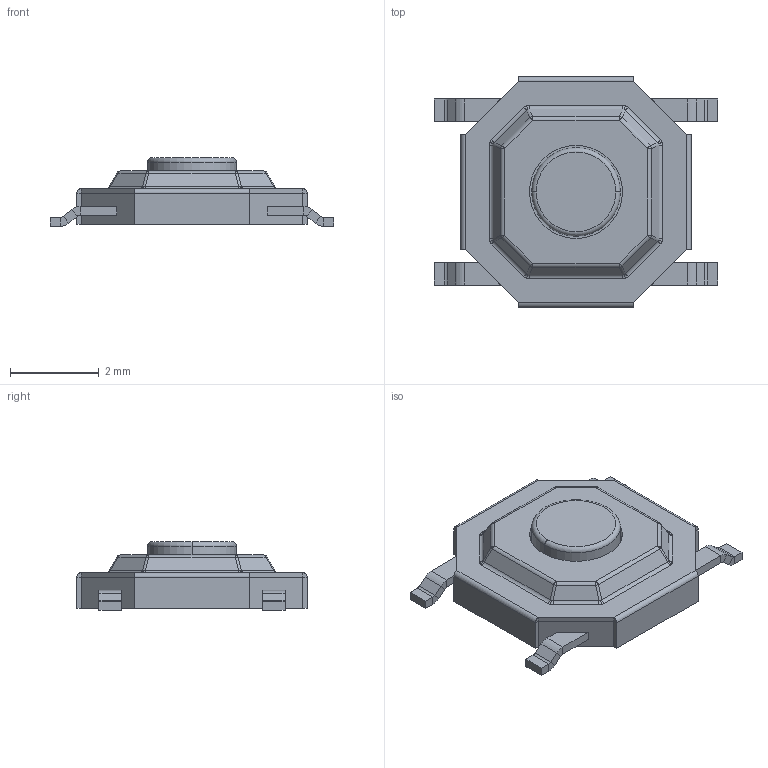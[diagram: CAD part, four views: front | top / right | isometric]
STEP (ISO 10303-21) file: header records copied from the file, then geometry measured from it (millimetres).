
FILE_DESCRIPTION(('FreeCAD Model'),'2;1');
FILE_NAME('Open CASCADE Shape Model','2024-03-20T11:01:08',('Author'),( ''),'Open CASCADE STEP processor 7.6','FreeCAD','Unknown');
FILE_SCHEMA(('AUTOMOTIVE_DESIGN { 1 0 10303 214 1 1 1 1 }'));
Length unit declared in the file: millimetre
Products named in the file (8): SW-SMD_4P-L5.2-W5.2-H1.5-LS6.4-P3.090; SW-SMD_4P-L5.2-W5.2-H1.5-LS6.4-P3.70; SW-SMD_4P-L5.2-W5.2-H1.5-LS6.4-P3.071; SW-SMD_4P-L5.2-W5.2-H1.5-LS6.4-P3.072; SW-SMD_4P-L5.2-W5.2-H1.5-LS6.4-P3.073; SW-SMD_4P-L5.2-W5.2-H1.5-LS6.4-P3.074; SW-SMD_4P-L5.2-W5.2-H1.5-LS6.4-P3.075; SW-SMD_4P-L5.2-W5.2-H1.5-LS6.4-P3.076
Assembly tree (7 placements, depth 2):
  SW-SMD_4P-L5.2-W5.2-H1.5-LS6.4-P3.090
    SW-SMD_4P-L5.2-W5.2-H1.5-LS6.4-P3.70
    SW-SMD_4P-L5.2-W5.2-H1.5-LS6.4-P3.071
    SW-SMD_4P-L5.2-W5.2-H1.5-LS6.4-P3.072
    SW-SMD_4P-L5.2-W5.2-H1.5-LS6.4-P3.073
    SW-SMD_4P-L5.2-W5.2-H1.5-LS6.4-P3.074
    SW-SMD_4P-L5.2-W5.2-H1.5-LS6.4-P3.075
    SW-SMD_4P-L5.2-W5.2-H1.5-LS6.4-P3.076
Bounding box: 6.4 x 5.2 x 1.55 mm (x, y, z)
Volume: 24.6 mm3; surface area: 141.6 mm2
Topology: 7 solids, 7 shells, 261 faces, 588 edges, 354 vertices
Faces by surface type: plane 173, cylinder 48, bspline 30, sphere 8, torus 2
Entity records: 9301 total; most frequent: CARTESIAN_POINT 2281, ORIENTED_EDGE 1176, DIRECTION 1106, EDGE_CURVE 588, LINE 428, VECTOR 428, VERTEX_POINT 354, AXIS2_PLACEMENT_3D 339
